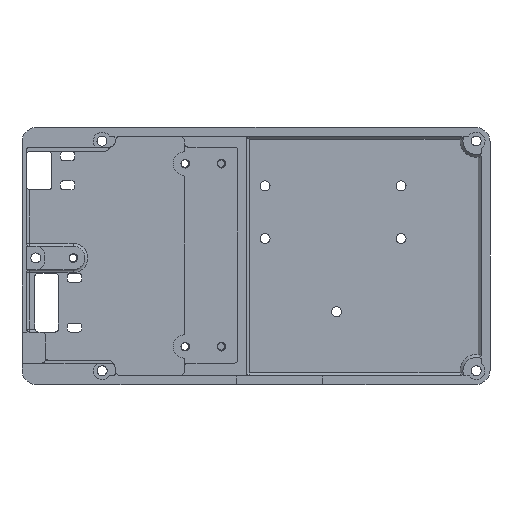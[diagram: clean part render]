
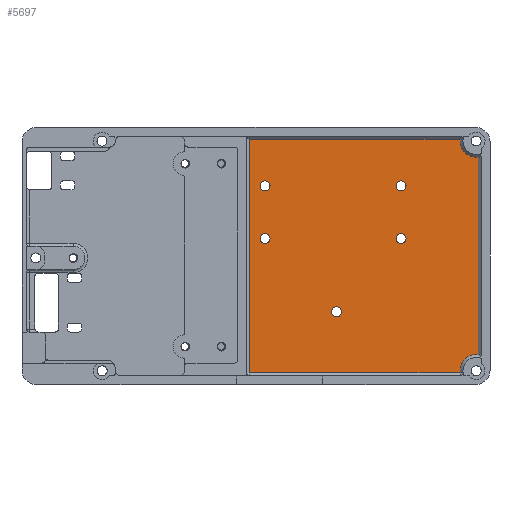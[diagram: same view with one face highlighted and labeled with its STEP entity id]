
A CAD part, front view. The second image highlights one B-rep face of the part: STEP entity #5697.
In plain terms, the highlighted planar face has unit normal (0, -1, 0).
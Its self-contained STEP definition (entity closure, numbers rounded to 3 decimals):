
#64=FACE_BOUND('',#957,.T.);
#65=FACE_BOUND('',#958,.T.);
#66=FACE_BOUND('',#959,.T.);
#67=FACE_BOUND('',#960,.T.);
#68=FACE_BOUND('',#961,.T.);
#142=PLANE('',#6205);
#341=CIRCLE('',#6181,5.55);
#342=CIRCLE('',#6185,5.55);
#349=CIRCLE('',#6206,1.7);
#350=CIRCLE('',#6207,1.7);
#351=CIRCLE('',#6208,1.7);
#352=CIRCLE('',#6209,1.7);
#353=CIRCLE('',#6210,1.7);
#621=FACE_OUTER_BOUND('',#956,.T.);
#956=EDGE_LOOP('',(#4713,#4714,#4715,#4716,#4717,#4718));
#957=EDGE_LOOP('',(#4719));
#958=EDGE_LOOP('',(#4720));
#959=EDGE_LOOP('',(#4721));
#960=EDGE_LOOP('',(#4722));
#961=EDGE_LOOP('',(#4723));
#1613=LINE('',#12286,#2039);
#1619=LINE('',#12302,#2045);
#1623=LINE('',#12312,#2049);
#1626=LINE('',#12318,#2052);
#2039=VECTOR('',#7451,10.);
#2045=VECTOR('',#7469,10.);
#2049=VECTOR('',#7479,10.);
#2052=VECTOR('',#7488,10.);
#2608=VERTEX_POINT('',#12277);
#2609=VERTEX_POINT('',#12279);
#2610=VERTEX_POINT('',#12283);
#2611=VERTEX_POINT('',#12289);
#2612=VERTEX_POINT('',#12296);
#2615=VERTEX_POINT('',#12306);
#2623=VERTEX_POINT('',#12344);
#2624=VERTEX_POINT('',#12346);
#2625=VERTEX_POINT('',#12348);
#2626=VERTEX_POINT('',#12350);
#2627=VERTEX_POINT('',#12352);
#3381=EDGE_CURVE('',#2609,#2608,#341,.T.);
#3384=EDGE_CURVE('',#2608,#2610,#1613,.T.);
#3387=EDGE_CURVE('',#2610,#2611,#342,.T.);
#3392=EDGE_CURVE('',#2611,#2612,#1619,.T.);
#3397=EDGE_CURVE('',#2612,#2615,#1623,.T.);
#3401=EDGE_CURVE('',#2615,#2609,#1626,.T.);
#3414=EDGE_CURVE('',#2623,#2623,#349,.T.);
#3415=EDGE_CURVE('',#2624,#2624,#350,.T.);
#3416=EDGE_CURVE('',#2625,#2625,#351,.T.);
#3417=EDGE_CURVE('',#2626,#2626,#352,.T.);
#3418=EDGE_CURVE('',#2627,#2627,#353,.T.);
#4713=ORIENTED_EDGE('',*,*,#3381,.F.);
#4714=ORIENTED_EDGE('',*,*,#3401,.F.);
#4715=ORIENTED_EDGE('',*,*,#3397,.F.);
#4716=ORIENTED_EDGE('',*,*,#3392,.F.);
#4717=ORIENTED_EDGE('',*,*,#3387,.F.);
#4718=ORIENTED_EDGE('',*,*,#3384,.F.);
#4719=ORIENTED_EDGE('',*,*,#3414,.F.);
#4720=ORIENTED_EDGE('',*,*,#3415,.F.);
#4721=ORIENTED_EDGE('',*,*,#3416,.F.);
#4722=ORIENTED_EDGE('',*,*,#3417,.F.);
#4723=ORIENTED_EDGE('',*,*,#3418,.F.);
#5697=ADVANCED_FACE('',(#621,#64,#65,#66,#67,#68),#142,.F.);
#6181=AXIS2_PLACEMENT_3D('',#12281,#7445,#7446);
#6185=AXIS2_PLACEMENT_3D('',#12292,#7458,#7459);
#6205=AXIS2_PLACEMENT_3D('',#12343,#7518,#7519);
#6206=AXIS2_PLACEMENT_3D('',#12345,#7520,#7521);
#6207=AXIS2_PLACEMENT_3D('',#12347,#7522,#7523);
#6208=AXIS2_PLACEMENT_3D('',#12349,#7524,#7525);
#6209=AXIS2_PLACEMENT_3D('',#12351,#7526,#7527);
#6210=AXIS2_PLACEMENT_3D('',#12353,#7528,#7529);
#7445=DIRECTION('center_axis',(0.,-1.,0.));
#7446=DIRECTION('ref_axis',(-1.,0.,0.));
#7451=DIRECTION('',(0.,0.,-1.));
#7458=DIRECTION('center_axis',(0.,-1.,0.));
#7459=DIRECTION('ref_axis',(-1.,0.,0.));
#7469=DIRECTION('',(-1.,0.,0.));
#7479=DIRECTION('',(0.,0.,1.));
#7488=DIRECTION('',(1.,0.,0.));
#7518=DIRECTION('center_axis',(0.,1.,0.));
#7519=DIRECTION('ref_axis',(-1.,0.,0.));
#7520=DIRECTION('center_axis',(0.,-1.,0.));
#7521=DIRECTION('ref_axis',(-1.,0.,0.));
#7522=DIRECTION('center_axis',(0.,-1.,0.));
#7523=DIRECTION('ref_axis',(-1.,0.,0.));
#7524=DIRECTION('center_axis',(0.,-1.,0.));
#7525=DIRECTION('ref_axis',(-1.,0.,0.));
#7526=DIRECTION('center_axis',(0.,-1.,0.));
#7527=DIRECTION('ref_axis',(-1.,0.,0.));
#7528=DIRECTION('center_axis',(0.,-1.,0.));
#7529=DIRECTION('ref_axis',(-1.,0.,0.));
#12277=CARTESIAN_POINT('',(141.638,8.337,-8.271));
#12279=CARTESIAN_POINT('',(135.428,8.337,-2.1));
#12281=CARTESIAN_POINT('Origin',(140.938,8.337,-2.766));
#12283=CARTESIAN_POINT('',(141.638,8.337,-75.76));
#12286=CARTESIAN_POINT('',(141.638,8.337,-52.613));
#12289=CARTESIAN_POINT('',(135.436,8.337,-82.));
#12292=CARTESIAN_POINT('Origin',(140.938,8.337,-81.266));
#12296=CARTESIAN_POINT('',(63.457,8.337,-82.));
#12302=CARTESIAN_POINT('',(44.222,8.337,-82.));
#12306=CARTESIAN_POINT('',(63.457,8.337,-2.1));
#12312=CARTESIAN_POINT('',(63.457,8.337,-19.1));
#12318=CARTESIAN_POINT('',(98.128,8.337,-2.1));
#12343=CARTESIAN_POINT('Origin',(72.108,8.337,-37.1));
#12344=CARTESIAN_POINT('',(94.958,8.337,-61.1));
#12345=CARTESIAN_POINT('Origin',(93.258,8.337,-61.1));
#12346=CARTESIAN_POINT('',(116.958,8.337,-36.1));
#12347=CARTESIAN_POINT('Origin',(115.258,8.337,-36.1));
#12348=CARTESIAN_POINT('',(70.498,8.337,-18.1));
#12349=CARTESIAN_POINT('Origin',(68.798,8.337,-18.1));
#12350=CARTESIAN_POINT('',(70.498,8.337,-36.1));
#12351=CARTESIAN_POINT('Origin',(68.798,8.337,-36.1));
#12352=CARTESIAN_POINT('',(116.958,8.337,-18.1));
#12353=CARTESIAN_POINT('Origin',(115.258,8.337,-18.1));
